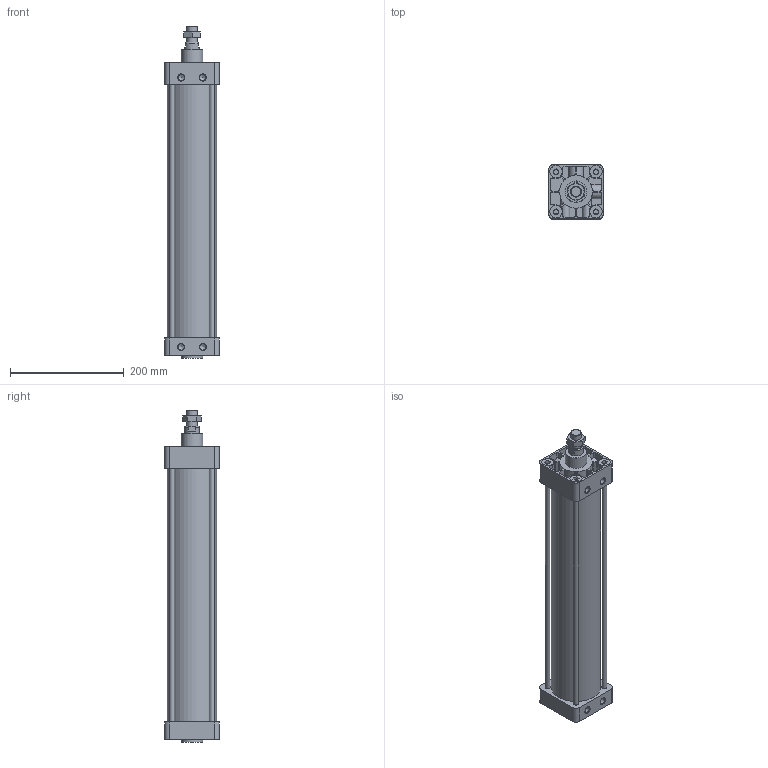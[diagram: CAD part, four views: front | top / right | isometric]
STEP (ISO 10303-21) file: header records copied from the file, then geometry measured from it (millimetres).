
FILE_DESCRIPTION(/* description */ ('STEP AP214'),/* implementation_level */ '2;1');
FILE_NAME(/* name */ 'MCQN-11-80-1600M',/* time_stamp */ '2024-06-14T14:31:21+02:00',/* author */ ('License CC BY-ND 4.0'),/* organization */ ('CADENAS'),/* preprocessor_version */ 'ST-DEVELOPER v19.3',/* originating_system */ 'PARTsolutions',/* authorisation */ ' ');
FILE_SCHEMA (('AUTOMOTIVE_DESIGN {1 0 10303 214 3 1 1}'));
Length unit declared in the file: inch
Products named in the file (4): MCQN-11-80-1600M; MCQN801116(-b); MCQN801116(-r); MCQN80(-n)
Assembly tree (3 placements, depth 2):
  MCQN-11-80-1600M
    MCQN801116(-b)
    MCQN801116(-r)
    MCQN80(-n)
Bounding box: 95.25 x 95.25 x 583.01 mm (x, y, z)
Volume: 1231761.4 mm3; surface area: 463296.1 mm2
Topology: 3 solids, 3 shells, 484 faces, 1202 edges, 772 vertices
Faces by surface type: plane 244, cylinder 205, cone 34, torus 1
Full cylindrical faces by diameter (mm): 6.198 x2, 8.542 x8, 8.738 x4, 8.992 x2, 10.98 x4, 17.676 x1, 18.288 x2, 19.05 x1, 21.793 x8, 25.4 x2, 38.1 x2, 82.55 x2, 86.411 x1
Entity records: 14458 total; most frequent: CARTESIAN_POINT 2951, DIRECTION 2408, ORIENTED_EDGE 2268, EDGE_CURVE 1134, AXIS2_PLACEMENT_3D 902, VERTEX_POINT 770, FACE_BOUND 608, LINE 604
